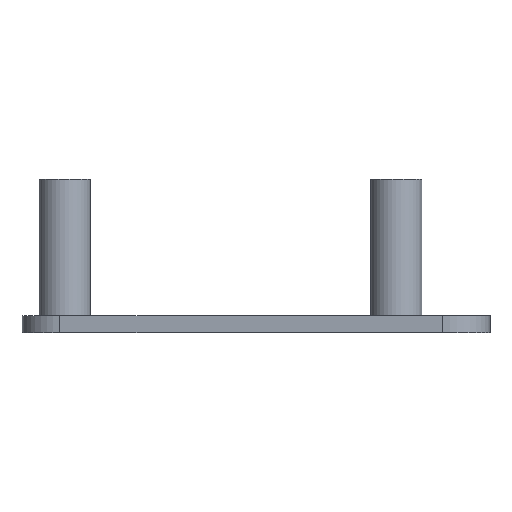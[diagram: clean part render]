
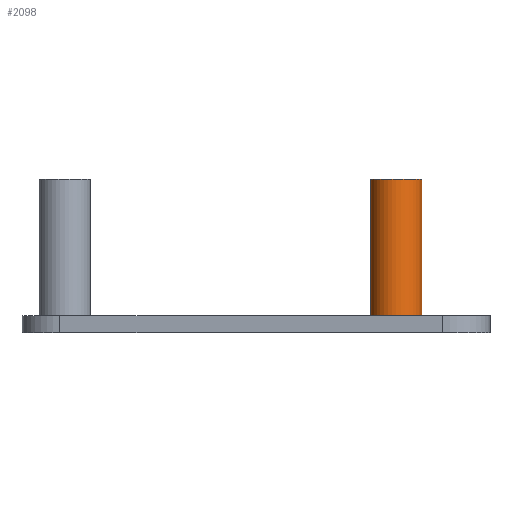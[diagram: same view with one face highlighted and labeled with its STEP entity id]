
A CAD part, left-side view. The second image highlights one B-rep face of the part: STEP entity #2098.
In plain terms, the highlighted cylindrical face has radius 3 mm (diameter 6 mm), a full revolution.
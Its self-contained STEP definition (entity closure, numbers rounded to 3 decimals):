
#73 = PLANE('',#74);
#74 = AXIS2_PLACEMENT_3D('',#75,#76,#77);
#75 = CARTESIAN_POINT('',(0.,15.673,2.));
#76 = DIRECTION('',(0.,0.,1.));
#77 = DIRECTION('',(1.,0.,0.));
#1212 = EDGE_CURVE('',#1213,#1213,#1215,.T.);
#1213 = VERTEX_POINT('',#1214);
#1214 = CARTESIAN_POINT('',(3.,0.,2.));
#1215 = SURFACE_CURVE('',#1216,(#1221,#1228),.PCURVE_S1.);
#1216 = CIRCLE('',#1217,3.);
#1217 = AXIS2_PLACEMENT_3D('',#1218,#1219,#1220);
#1218 = CARTESIAN_POINT('',(0.,0.,2.));
#1219 = DIRECTION('',(0.,0.,1.));
#1220 = DIRECTION('',(1.,0.,0.));
#1221 = PCURVE('',#73,#1222);
#1222 = DEFINITIONAL_REPRESENTATION('',(#1223),#1227);
#1223 = CIRCLE('',#1224,3.);
#1224 = AXIS2_PLACEMENT_2D('',#1225,#1226);
#1225 = CARTESIAN_POINT('',(0.,-15.673));
#1226 = DIRECTION('',(1.,0.));
#1227 = ( GEOMETRIC_REPRESENTATION_CONTEXT(2) 
PARAMETRIC_REPRESENTATION_CONTEXT() REPRESENTATION_CONTEXT('2D SPACE',''
  ) );
#1228 = PCURVE('',#1229,#1234);
#1229 = CYLINDRICAL_SURFACE('',#1230,3.);
#1230 = AXIS2_PLACEMENT_3D('',#1231,#1232,#1233);
#1231 = CARTESIAN_POINT('',(0.,0.,2.));
#1232 = DIRECTION('',(-0.,-0.,-1.));
#1233 = DIRECTION('',(1.,0.,0.));
#1234 = DEFINITIONAL_REPRESENTATION('',(#1235),#1239);
#1235 = LINE('',#1236,#1237);
#1236 = CARTESIAN_POINT('',(-0.,0.));
#1237 = VECTOR('',#1238,1.);
#1238 = DIRECTION('',(-1.,0.));
#1239 = ( GEOMETRIC_REPRESENTATION_CONTEXT(2) 
PARAMETRIC_REPRESENTATION_CONTEXT() REPRESENTATION_CONTEXT('2D SPACE',''
  ) );
#1802 = PLANE('',#1803);
#1803 = AXIS2_PLACEMENT_3D('',#1804,#1805,#1806);
#1804 = CARTESIAN_POINT('',(0.,26.,18.));
#1805 = DIRECTION('',(0.,0.,1.));
#1806 = DIRECTION('',(1.,0.,0.));
#2098 = ADVANCED_FACE('',(#2099),#1229,.T.);
#2099 = FACE_BOUND('',#2100,.F.);
#2100 = EDGE_LOOP('',(#2101,#2124,#2146,#2147));
#2101 = ORIENTED_EDGE('',*,*,#2102,.T.);
#2102 = EDGE_CURVE('',#1213,#2103,#2105,.T.);
#2103 = VERTEX_POINT('',#2104);
#2104 = CARTESIAN_POINT('',(3.,0.,18.));
#2105 = SEAM_CURVE('',#2106,(#2110,#2117),.PCURVE_S1.);
#2106 = LINE('',#2107,#2108);
#2107 = CARTESIAN_POINT('',(3.,0.,2.));
#2108 = VECTOR('',#2109,1.);
#2109 = DIRECTION('',(0.,0.,1.));
#2110 = PCURVE('',#1229,#2111);
#2111 = DEFINITIONAL_REPRESENTATION('',(#2112),#2116);
#2112 = LINE('',#2113,#2114);
#2113 = CARTESIAN_POINT('',(-0.,0.));
#2114 = VECTOR('',#2115,1.);
#2115 = DIRECTION('',(-0.,-1.));
#2116 = ( GEOMETRIC_REPRESENTATION_CONTEXT(2) 
PARAMETRIC_REPRESENTATION_CONTEXT() REPRESENTATION_CONTEXT('2D SPACE',''
  ) );
#2117 = PCURVE('',#1229,#2118);
#2118 = DEFINITIONAL_REPRESENTATION('',(#2119),#2123);
#2119 = LINE('',#2120,#2121);
#2120 = CARTESIAN_POINT('',(-6.283,0.));
#2121 = VECTOR('',#2122,1.);
#2122 = DIRECTION('',(-0.,-1.));
#2123 = ( GEOMETRIC_REPRESENTATION_CONTEXT(2) 
PARAMETRIC_REPRESENTATION_CONTEXT() REPRESENTATION_CONTEXT('2D SPACE',''
  ) );
#2124 = ORIENTED_EDGE('',*,*,#2125,.T.);
#2125 = EDGE_CURVE('',#2103,#2103,#2126,.T.);
#2126 = SURFACE_CURVE('',#2127,(#2132,#2139),.PCURVE_S1.);
#2127 = CIRCLE('',#2128,3.);
#2128 = AXIS2_PLACEMENT_3D('',#2129,#2130,#2131);
#2129 = CARTESIAN_POINT('',(0.,0.,18.));
#2130 = DIRECTION('',(0.,0.,1.));
#2131 = DIRECTION('',(1.,0.,0.));
#2132 = PCURVE('',#1229,#2133);
#2133 = DEFINITIONAL_REPRESENTATION('',(#2134),#2138);
#2134 = LINE('',#2135,#2136);
#2135 = CARTESIAN_POINT('',(-0.,-16.));
#2136 = VECTOR('',#2137,1.);
#2137 = DIRECTION('',(-1.,0.));
#2138 = ( GEOMETRIC_REPRESENTATION_CONTEXT(2) 
PARAMETRIC_REPRESENTATION_CONTEXT() REPRESENTATION_CONTEXT('2D SPACE',''
  ) );
#2139 = PCURVE('',#1802,#2140);
#2140 = DEFINITIONAL_REPRESENTATION('',(#2141),#2145);
#2141 = CIRCLE('',#2142,3.);
#2142 = AXIS2_PLACEMENT_2D('',#2143,#2144);
#2143 = CARTESIAN_POINT('',(0.,-26.));
#2144 = DIRECTION('',(1.,0.));
#2145 = ( GEOMETRIC_REPRESENTATION_CONTEXT(2) 
PARAMETRIC_REPRESENTATION_CONTEXT() REPRESENTATION_CONTEXT('2D SPACE',''
  ) );
#2146 = ORIENTED_EDGE('',*,*,#2102,.F.);
#2147 = ORIENTED_EDGE('',*,*,#1212,.F.);
